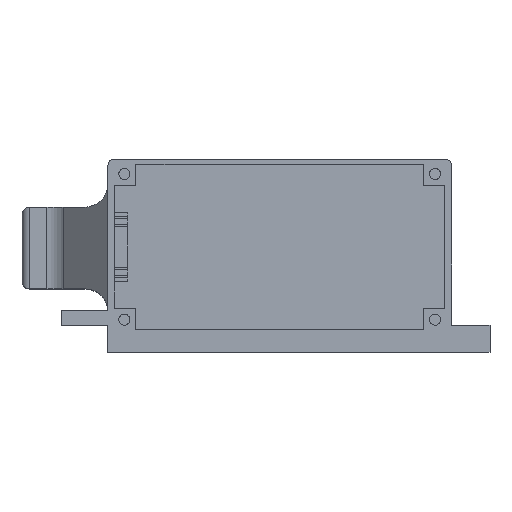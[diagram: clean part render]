
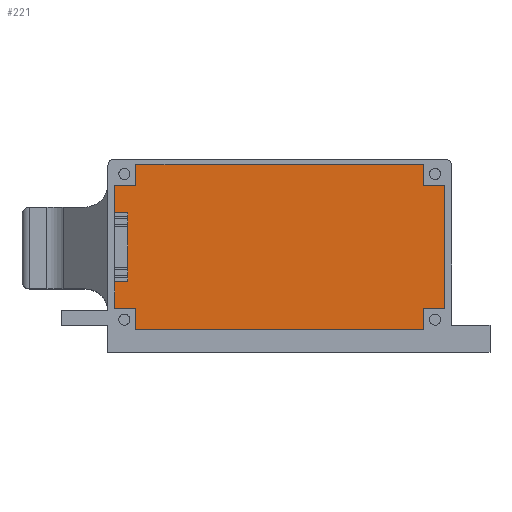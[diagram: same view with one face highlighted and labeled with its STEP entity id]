
A CAD part, top view. The second image highlights one B-rep face of the part: STEP entity #221.
In plain terms, the highlighted planar face has unit normal (0, 0, 1).
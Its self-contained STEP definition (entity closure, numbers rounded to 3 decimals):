
#203 = LINE ( 'NONE', #3393, #1228 ) ;
#221 = ADVANCED_FACE ( 'NONE', ( #3260 ), #442, .T. ) ;
#372 = VERTEX_POINT ( 'NONE', #1496 ) ;
#442 = PLANE ( 'NONE',  #3178 ) ;
#444 = EDGE_CURVE ( 'NONE', #3884, #3098, #3099, .T. ) ;
#451 = EDGE_CURVE ( 'NONE', #1650, #518, #854, .T. ) ;
#518 = VERTEX_POINT ( 'NONE', #2210 ) ;
#545 = CARTESIAN_POINT ( 'NONE',  ( 0., 21.5, 1. ) ) ;
#575 = VECTOR ( 'NONE', #1939, 1000. ) ;
#711 = DIRECTION ( 'NONE',  ( -1., 0., 0. ) ) ;
#760 = VECTOR ( 'NONE', #3666, 1000. ) ;
#776 = CARTESIAN_POINT ( 'NONE',  ( -43., -8.95, 1. ) ) ;
#795 = ORIENTED_EDGE ( 'NONE', *, *, #1151, .F. ) ;
#853 = EDGE_CURVE ( 'NONE', #3098, #1226, #1843, .T. ) ;
#854 = LINE ( 'NONE', #545, #3507 ) ;
#865 = CARTESIAN_POINT ( 'NONE',  ( -39.597, -8.95, 1. ) ) ;
#1083 = DIRECTION ( 'NONE',  ( 0., -1., 0. ) ) ;
#1149 = CARTESIAN_POINT ( 'NONE',  ( -43., 8.95, 1. ) ) ;
#1151 = EDGE_CURVE ( 'NONE', #372, #3714, #203, .T. ) ;
#1196 = DIRECTION ( 'NONE',  ( -1., 0., 0. ) ) ;
#1226 = VERTEX_POINT ( 'NONE', #865 ) ;
#1228 = VECTOR ( 'NONE', #1196, 1000. ) ;
#1229 = CARTESIAN_POINT ( 'NONE',  ( -43., 0., 1. ) ) ;
#1266 = CARTESIAN_POINT ( 'NONE',  ( -43., 0., 1. ) ) ;
#1318 = ORIENTED_EDGE ( 'NONE', *, *, #444, .F. ) ;
#1324 = ORIENTED_EDGE ( 'NONE', *, *, #1706, .F. ) ;
#1496 = CARTESIAN_POINT ( 'NONE',  ( -39.597, 8.95, 1. ) ) ;
#1638 = EDGE_LOOP ( 'NONE', ( #2662, #1318, #2978, #1910, #3861, #1324, #795, #2947 ) ) ;
#1650 = VERTEX_POINT ( 'NONE', #2174 ) ;
#1681 = VECTOR ( 'NONE', #2505, 1000. ) ;
#1706 = EDGE_CURVE ( 'NONE', #3714, #1650, #2270, .T. ) ;
#1764 = VERTEX_POINT ( 'NONE', #2547 ) ;
#1843 = LINE ( 'NONE', #3096, #1681 ) ;
#1845 = CARTESIAN_POINT ( 'NONE',  ( -39.597, 6., 1. ) ) ;
#1910 = ORIENTED_EDGE ( 'NONE', *, *, #4042, .F. ) ;
#1939 = DIRECTION ( 'NONE',  ( 0., 1., 0. ) ) ;
#1968 = EDGE_CURVE ( 'NONE', #372, #1226, #3683, .T. ) ;
#2111 = DIRECTION ( 'NONE',  ( 1., 0., 0. ) ) ;
#2174 = CARTESIAN_POINT ( 'NONE',  ( -43., 21.5, 1. ) ) ;
#2210 = CARTESIAN_POINT ( 'NONE',  ( 43., 21.5, 1. ) ) ;
#2270 = LINE ( 'NONE', #1266, #575 ) ;
#2505 = DIRECTION ( 'NONE',  ( 1., 0., 0. ) ) ;
#2547 = CARTESIAN_POINT ( 'NONE',  ( 43., -21.5, 1. ) ) ;
#2584 = CARTESIAN_POINT ( 'NONE',  ( 0., -21.5, 1. ) ) ;
#2650 = LINE ( 'NONE', #3219, #2711 ) ;
#2662 = ORIENTED_EDGE ( 'NONE', *, *, #853, .F. ) ;
#2709 = DIRECTION ( 'NONE',  ( 0., 0., 1. ) ) ;
#2711 = VECTOR ( 'NONE', #1083, 1000. ) ;
#2784 = CARTESIAN_POINT ( 'NONE',  ( -43., -21.5, 1. ) ) ;
#2947 = ORIENTED_EDGE ( 'NONE', *, *, #1968, .T. ) ;
#2975 = DIRECTION ( 'NONE',  ( 1., 0., 0. ) ) ;
#2976 = LINE ( 'NONE', #2584, #3738 ) ;
#2978 = ORIENTED_EDGE ( 'NONE', *, *, #3114, .F. ) ;
#3096 = CARTESIAN_POINT ( 'NONE',  ( -65.8, -8.95, 1. ) ) ;
#3098 = VERTEX_POINT ( 'NONE', #776 ) ;
#3099 = LINE ( 'NONE', #1229, #760 ) ;
#3114 = EDGE_CURVE ( 'NONE', #1764, #3884, #2976, .T. ) ;
#3178 = AXIS2_PLACEMENT_3D ( 'NONE', #3930, #2709, #2975 ) ;
#3219 = CARTESIAN_POINT ( 'NONE',  ( 43., 0., 1. ) ) ;
#3260 = FACE_OUTER_BOUND ( 'NONE', #1638, .T. ) ;
#3376 = DIRECTION ( 'NONE',  ( 0., -1., 0. ) ) ;
#3393 = CARTESIAN_POINT ( 'NONE',  ( -65.8, 8.95, 1. ) ) ;
#3507 = VECTOR ( 'NONE', #2111, 1000. ) ;
#3666 = DIRECTION ( 'NONE',  ( 0., 1., 0. ) ) ;
#3683 = LINE ( 'NONE', #1845, #3766 ) ;
#3714 = VERTEX_POINT ( 'NONE', #1149 ) ;
#3738 = VECTOR ( 'NONE', #711, 1000. ) ;
#3766 = VECTOR ( 'NONE', #3376, 1000. ) ;
#3861 = ORIENTED_EDGE ( 'NONE', *, *, #451, .F. ) ;
#3884 = VERTEX_POINT ( 'NONE', #2784 ) ;
#3930 = CARTESIAN_POINT ( 'NONE',  ( 0., 0., 1. ) ) ;
#4042 = EDGE_CURVE ( 'NONE', #518, #1764, #2650, .T. ) ;
